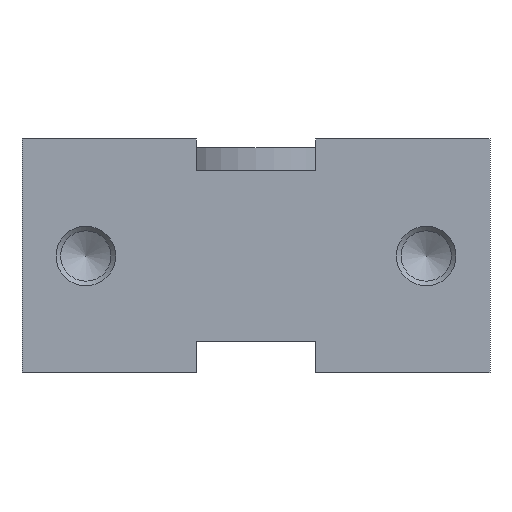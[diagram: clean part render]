
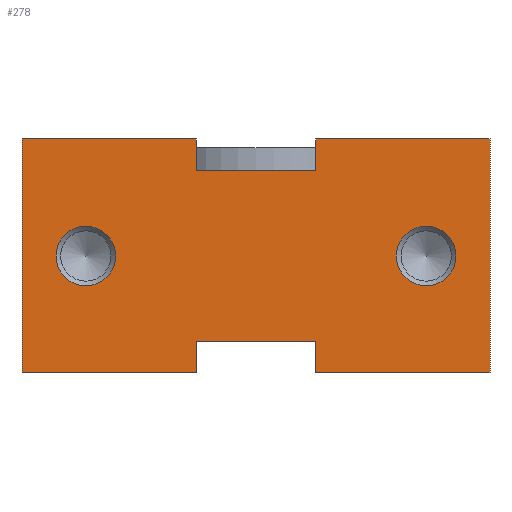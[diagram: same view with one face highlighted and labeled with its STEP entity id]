
A CAD part, front view. The second image highlights one B-rep face of the part: STEP entity #278.
In plain terms, the highlighted planar face has unit normal (0, -1, 0).
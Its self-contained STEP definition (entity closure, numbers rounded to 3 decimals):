
#278 = ADVANCED_FACE( '', ( #590, #591, #592 ), #593, .F. );
#590 = FACE_BOUND( '', #910, .T. );
#591 = FACE_BOUND( '', #911, .T. );
#592 = FACE_OUTER_BOUND( '', #912, .T. );
#593 = PLANE( '', #913 );
#910 = EDGE_LOOP( '', ( #1530 ) );
#911 = EDGE_LOOP( '', ( #1531 ) );
#912 = EDGE_LOOP( '', ( #1532, #1533, #1534, #1535, #1536, #1537, #1538, #1539, #1540, #1541, #1542, #1543 ) );
#913 = AXIS2_PLACEMENT_3D( '', #1544, #1545, #1546 );
#1530 = ORIENTED_EDGE( '', *, *, #1911, .T. );
#1531 = ORIENTED_EDGE( '', *, *, #1811, .T. );
#1532 = ORIENTED_EDGE( '', *, *, #1875, .F. );
#1533 = ORIENTED_EDGE( '', *, *, #1907, .F. );
#1534 = ORIENTED_EDGE( '', *, *, #1753, .F. );
#1535 = ORIENTED_EDGE( '', *, *, #1886, .F. );
#1536 = ORIENTED_EDGE( '', *, *, #1912, .F. );
#1537 = ORIENTED_EDGE( '', *, *, #1903, .F. );
#1538 = ORIENTED_EDGE( '', *, *, #1741, .F. );
#1539 = ORIENTED_EDGE( '', *, *, #1797, .F. );
#1540 = ORIENTED_EDGE( '', *, *, #1896, .F. );
#1541 = ORIENTED_EDGE( '', *, *, #1913, .F. );
#1542 = ORIENTED_EDGE( '', *, *, #1836, .F. );
#1543 = ORIENTED_EDGE( '', *, *, #1674, .F. );
#1544 = CARTESIAN_POINT( '', ( 0., -47.6, 0. ) );
#1545 = DIRECTION( '', ( 0., 1., 0. ) );
#1546 = DIRECTION( '', ( 0., 0., 1. ) );
#1674 = EDGE_CURVE( '', #1936, #1937, #1938, .T. );
#1741 = EDGE_CURVE( '', #2049, #2050, #2051, .T. );
#1753 = EDGE_CURVE( '', #2071, #2072, #2073, .T. );
#1797 = EDGE_CURVE( '', #2135, #2049, #2136, .T. );
#1811 = EDGE_CURVE( '', #2157, #2157, #2158, .T. );
#1836 = EDGE_CURVE( '', #1937, #2191, #2192, .T. );
#1875 = EDGE_CURVE( '', #2245, #1936, #2246, .T. );
#1886 = EDGE_CURVE( '', #2257, #2071, #2259, .T. );
#1896 = EDGE_CURVE( '', #2269, #2135, #2270, .T. );
#1903 = EDGE_CURVE( '', #2050, #2278, #2279, .T. );
#1907 = EDGE_CURVE( '', #2072, #2245, #2284, .T. );
#1911 = EDGE_CURVE( '', #2287, #2287, #2288, .T. );
#1912 = EDGE_CURVE( '', #2278, #2257, #2289, .T. );
#1913 = EDGE_CURVE( '', #2191, #2269, #2290, .T. );
#1936 = VERTEX_POINT( '', #2315 );
#1937 = VERTEX_POINT( '', #2316 );
#1938 = LINE( '', #2317, #2318 );
#2049 = VERTEX_POINT( '', #2548 );
#2050 = VERTEX_POINT( '', #2549 );
#2051 = LINE( '', #2550, #2551 );
#2071 = VERTEX_POINT( '', #2580 );
#2072 = VERTEX_POINT( '', #2581 );
#2073 = LINE( '', #2582, #2583 );
#2135 = VERTEX_POINT( '', #2900 );
#2136 = LINE( '', #2901, #2902 );
#2157 = VERTEX_POINT( '', #2928 );
#2158 = CIRCLE( '', #2929, 7. );
#2191 = VERTEX_POINT( '', #3033 );
#2192 = LINE( '', #3034, #3035 );
#2245 = VERTEX_POINT( '', #3102 );
#2246 = LINE( '', #3103, #3104 );
#2257 = VERTEX_POINT( '', #3124 );
#2259 = LINE( '', #3127, #3128 );
#2269 = VERTEX_POINT( '', #3149 );
#2270 = LINE( '', #3150, #3151 );
#2278 = VERTEX_POINT( '', #3167 );
#2279 = LINE( '', #3168, #3169 );
#2284 = LINE( '', #3176, #3177 );
#2287 = VERTEX_POINT( '', #3180 );
#2288 = CIRCLE( '', #3181, 7. );
#2289 = LINE( '', #3182, #3183 );
#2290 = LINE( '', #3184, #3185 );
#2315 = CARTESIAN_POINT( '', ( -55., -47.6, 27.5 ) );
#2316 = CARTESIAN_POINT( '', ( -14., -47.6, 27.5 ) );
#2317 = CARTESIAN_POINT( '', ( -55., -47.6, 27.5 ) );
#2318 = VECTOR( '', #3215, 1000. );
#2548 = CARTESIAN_POINT( '', ( 55., -47.6, 27.5 ) );
#2549 = CARTESIAN_POINT( '', ( 55., -47.6, -27.5 ) );
#2550 = CARTESIAN_POINT( '', ( 55., -47.6, 27.5 ) );
#2551 = VECTOR( '', #3276, 1000. );
#2580 = CARTESIAN_POINT( '', ( -14., -47.6, -20. ) );
#2581 = CARTESIAN_POINT( '', ( -14., -47.6, -27.5 ) );
#2582 = CARTESIAN_POINT( '', ( -14., -47.6, -20. ) );
#2583 = VECTOR( '', #3286, 1000. );
#2900 = CARTESIAN_POINT( '', ( 14., -47.6, 27.5 ) );
#2901 = CARTESIAN_POINT( '', ( 14., -47.6, 27.5 ) );
#2902 = VECTOR( '', #3331, 1000. );
#2928 = CARTESIAN_POINT( '', ( -40., -47.6, 7. ) );
#2929 = AXIS2_PLACEMENT_3D( '', #3349, #3350, #3351 );
#3033 = CARTESIAN_POINT( '', ( -14., -47.6, 20. ) );
#3034 = CARTESIAN_POINT( '', ( -14., -47.6, 27.5 ) );
#3035 = VECTOR( '', #3379, 1000. );
#3102 = CARTESIAN_POINT( '', ( -55., -47.6, -27.5 ) );
#3103 = CARTESIAN_POINT( '', ( -55., -47.6, -27.5 ) );
#3104 = VECTOR( '', #3424, 1000. );
#3124 = CARTESIAN_POINT( '', ( 14., -47.6, -20. ) );
#3127 = CARTESIAN_POINT( '', ( 14., -47.6, -20. ) );
#3128 = VECTOR( '', #3430, 1000. );
#3149 = CARTESIAN_POINT( '', ( 14., -47.6, 20. ) );
#3150 = CARTESIAN_POINT( '', ( 14., -47.6, 20. ) );
#3151 = VECTOR( '', #3434, 1000. );
#3167 = CARTESIAN_POINT( '', ( 14., -47.6, -27.5 ) );
#3168 = CARTESIAN_POINT( '', ( 55., -47.6, -27.5 ) );
#3169 = VECTOR( '', #3438, 1000. );
#3176 = CARTESIAN_POINT( '', ( -14., -47.6, -27.5 ) );
#3177 = VECTOR( '', #3441, 1000. );
#3180 = CARTESIAN_POINT( '', ( 40., -47.6, 7. ) );
#3181 = AXIS2_PLACEMENT_3D( '', #3442, #3443, #3444 );
#3182 = CARTESIAN_POINT( '', ( 14., -47.6, -27.5 ) );
#3183 = VECTOR( '', #3445, 1000. );
#3184 = CARTESIAN_POINT( '', ( -14., -47.6, 20. ) );
#3185 = VECTOR( '', #3446, 1000. );
#3215 = DIRECTION( '', ( 1., 0., 0. ) );
#3276 = DIRECTION( '', ( 0., 0., -1. ) );
#3286 = DIRECTION( '', ( 0., 0., -1. ) );
#3331 = DIRECTION( '', ( 1., 0., 0. ) );
#3349 = CARTESIAN_POINT( '', ( -40., -47.6, 0. ) );
#3350 = DIRECTION( '', ( 0., 1., 0. ) );
#3351 = DIRECTION( '', ( 0., 0., 1. ) );
#3379 = DIRECTION( '', ( 0., 0., -1. ) );
#3424 = DIRECTION( '', ( 0., 0., 1. ) );
#3430 = DIRECTION( '', ( -1., 0., 0. ) );
#3434 = DIRECTION( '', ( 0., 0., 1. ) );
#3438 = DIRECTION( '', ( -1., 0., 0. ) );
#3441 = DIRECTION( '', ( -1., 0., 0. ) );
#3442 = CARTESIAN_POINT( '', ( 40., -47.6, 0. ) );
#3443 = DIRECTION( '', ( 0., 1., 0. ) );
#3444 = DIRECTION( '', ( 0., 0., 1. ) );
#3445 = DIRECTION( '', ( 0., 0., 1. ) );
#3446 = DIRECTION( '', ( 1., 0., 0. ) );
